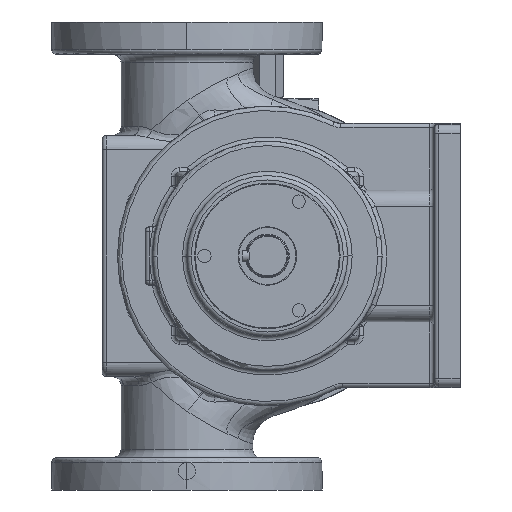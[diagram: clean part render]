
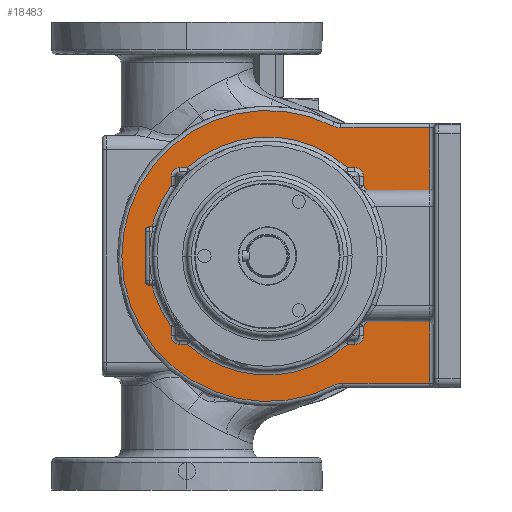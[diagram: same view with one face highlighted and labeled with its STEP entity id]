
A CAD part, left-side view. The second image highlights one B-rep face of the part: STEP entity #18483.
In plain terms, the highlighted planar face has unit normal (-1, 0, 0).
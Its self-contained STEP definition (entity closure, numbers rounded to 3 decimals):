
#408=DIRECTION('',(0.,0.,1.));
#409=VECTOR('',#408,6.342);
#410=CARTESIAN_POINT('',(-12.,-65.75,48.158));
#411=LINE('',#410,#409);
#412=DIRECTION('',(0.,1.,0.));
#413=VECTOR('',#412,5.142);
#414=CARTESIAN_POINT('',(-12.,-59.75,60.5));
#415=LINE('',#414,#413);
#416=DIRECTION('',(0.,1.,0.));
#417=VECTOR('',#416,5.142);
#418=CARTESIAN_POINT('',(-12.,54.608,60.5));
#419=LINE('',#418,#417);
#420=DIRECTION('',(0.,0.,-1.));
#421=VECTOR('',#420,6.342);
#422=CARTESIAN_POINT('',(-12.,65.75,54.5));
#423=LINE('',#422,#421);
#424=DIRECTION('',(0.,0.,-1.));
#425=VECTOR('',#424,6.342);
#426=CARTESIAN_POINT('',(-12.,65.75,-48.158));
#427=LINE('',#426,#425);
#428=DIRECTION('',(0.,-1.,0.));
#429=VECTOR('',#428,5.142);
#430=CARTESIAN_POINT('',(-12.,59.75,-60.5));
#431=LINE('',#430,#429);
#432=DIRECTION('',(0.,-1.,0.));
#433=VECTOR('',#432,5.142);
#434=CARTESIAN_POINT('',(-12.,-54.608,-60.5));
#435=LINE('',#434,#433);
#436=DIRECTION('',(0.,0.,1.));
#437=VECTOR('',#436,6.342);
#438=CARTESIAN_POINT('',(-12.,-65.75,-54.5));
#439=LINE('',#438,#437);
#440=DIRECTION('',(0.,-1.,0.));
#441=VECTOR('',#440,29.894);
#442=CARTESIAN_POINT('',(-12.,-81.106,
-8.));
#443=LINE('',#442,#441);
#444=DIRECTION('',(0.,0.,1.));
#445=VECTOR('',#444,79.);
#446=CARTESIAN_POINT('',(-12.,-111.,-87.));
#447=LINE('',#446,#445);
#448=DIRECTION('',(0.,-1.,0.));
#449=VECTOR('',#448,59.461);
#450=CARTESIAN_POINT('',(-12.,-51.539,-87.));
#451=LINE('',#450,#449);
#452=CARTESIAN_POINT('',(-12.,-51.539,-100.));
#453=DIRECTION('',(1.,0.,0.));
#454=DIRECTION('',(0.,0.458,0.889));
#455=AXIS2_PLACEMENT_3D('',#452,#453,#454);
#457=CARTESIAN_POINT('',(-12.,-50.292,100.633));
#458=DIRECTION('',(1.,0.,0.));
#459=DIRECTION('',(0.,0.,-1.));
#460=AXIS2_PLACEMENT_3D('',#457,#458,#459);
#462=DIRECTION('',(0.,1.,0.));
#463=VECTOR('',#462,60.708);
#464=CARTESIAN_POINT('',(-12.,-111.,87.633));
#465=LINE('',#464,#463);
#466=DIRECTION('',(0.,0.,1.));
#467=VECTOR('',#466,79.633);
#468=CARTESIAN_POINT('',(-12.,-111.,8.));
#469=LINE('',#468,#467);
#470=DIRECTION('',(0.,-1.,0.));
#471=VECTOR('',#470,29.894);
#472=CARTESIAN_POINT('',(-12.,-81.106,8.));
#473=LINE('',#472,#471);
#474=CARTESIAN_POINT('',(-12.,0.,0.));
#475=DIRECTION('',(1.,0.,0.));
#476=DIRECTION('',(0.,-0.807,0.591));
#477=AXIS2_PLACEMENT_3D('',#474,#475,#476);
#1093=CARTESIAN_POINT('',(-12.,59.75,-54.5));
#1094=DIRECTION('',(1.,0.,0.));
#1095=DIRECTION('',(0.,0.,-1.));
#1096=AXIS2_PLACEMENT_3D('',#1093,#1094,#1095);
#1118=CARTESIAN_POINT('',(-12.,0.,0.));
#1119=DIRECTION('',(1.,0.,0.));
#1120=DIRECTION('',(0.,0.807,-0.591));
#1121=AXIS2_PLACEMENT_3D('',#1118,#1119,#1120);
#1138=CARTESIAN_POINT('',(-12.,59.75,54.5));
#1139=DIRECTION('',(1.,0.,0.));
#1140=DIRECTION('',(0.,1.,0.));
#1141=AXIS2_PLACEMENT_3D('',#1138,#1139,#1140);
#1173=CARTESIAN_POINT('',(-12.,0.,0.));
#1174=DIRECTION('',(1.,0.,0.));
#1175=DIRECTION('',(0.,0.67,0.742));
#1176=AXIS2_PLACEMENT_3D('',#1173,#1174,#1175);
#1188=CARTESIAN_POINT('',(-12.,-59.75,54.5));
#1189=DIRECTION('',(1.,0.,0.));
#1190=DIRECTION('',(0.,0.,1.));
#1191=AXIS2_PLACEMENT_3D('',#1188,#1189,#1190);
#1651=CARTESIAN_POINT('',(-12.,0.,0.));
#1652=DIRECTION('',(1.,0.,0.));
#1653=DIRECTION('',(0.,-0.67,-0.742));
#1654=AXIS2_PLACEMENT_3D('',#1651,#1652,#1653);
#1753=CARTESIAN_POINT('',(-12.,-59.75,-54.5));
#1754=DIRECTION('',(1.,0.,0.));
#1755=DIRECTION('',(0.,-1.,0.));
#1756=AXIS2_PLACEMENT_3D('',#1753,#1754,#1755);
#1845=CARTESIAN_POINT('',(-12.,0.,0.));
#1846=DIRECTION('',(1.,0.,0.));
#1847=DIRECTION('',(0.,-0.995,-0.098));
#1848=AXIS2_PLACEMENT_3D('',#1845,#1846,#1847);
#4096=CARTESIAN_POINT('',(-12.,0.,0.));
#4097=DIRECTION('',(-1.,0.,0.));
#4098=DIRECTION('',(0.,-0.447,0.895));
#4099=AXIS2_PLACEMENT_3D('',#4096,#4097,#4098);
#16446=CARTESIAN_POINT('',(-12.,-44.48,89.004));
#16447=CARTESIAN_POINT('',(-12.,-45.583,-88.444));
#16448=VERTEX_POINT('',#16446);
#16449=VERTEX_POINT('',#16447);
#16450=CARTESIAN_POINT('',(-12.,-54.608,-60.5));
#16452=VERTEX_POINT('',#16450);
#16456=CARTESIAN_POINT('',(-12.,-54.608,60.5));
#16458=VERTEX_POINT('',#16456);
#16462=CARTESIAN_POINT('',(-12.,54.608,60.5));
#16464=VERTEX_POINT('',#16462);
#16468=CARTESIAN_POINT('',(-12.,54.608,-60.5));
#16470=VERTEX_POINT('',#16468);
#16486=CARTESIAN_POINT('',(-12.,-65.75,48.158));
#16488=VERTEX_POINT('',#16486);
#16497=CARTESIAN_POINT('',(-12.,-59.75,60.5));
#16498=VERTEX_POINT('',#16497);
#16499=CARTESIAN_POINT('',(-12.,-65.75,54.5));
#16500=VERTEX_POINT('',#16499);
#16501=CARTESIAN_POINT('',(-12.,65.75,-48.158));
#16503=VERTEX_POINT('',#16501);
#16523=CARTESIAN_POINT('',(-12.,59.75,-60.5));
#16524=VERTEX_POINT('',#16523);
#16525=CARTESIAN_POINT('',(-12.,65.75,-54.5));
#16526=VERTEX_POINT('',#16525);
#16527=CARTESIAN_POINT('',(-12.,65.75,48.158));
#16529=VERTEX_POINT('',#16527);
#16549=CARTESIAN_POINT('',(-12.,65.75,54.5));
#16550=VERTEX_POINT('',#16549);
#16551=CARTESIAN_POINT('',(-12.,59.75,60.5));
#16552=VERTEX_POINT('',#16551);
#16565=CARTESIAN_POINT('',(-12.,-65.75,-48.158));
#16567=VERTEX_POINT('',#16565);
#16576=CARTESIAN_POINT('',(-12.,-65.75,-54.5));
#16577=VERTEX_POINT('',#16576);
#16578=CARTESIAN_POINT('',(-12.,-59.75,-60.5));
#16579=VERTEX_POINT('',#16578);
#16645=CARTESIAN_POINT('',(-12.,-111.,-87.));
#16647=VERTEX_POINT('',#16645);
#16655=CARTESIAN_POINT('',(-12.,-51.539,-87.));
#16656=VERTEX_POINT('',#16655);
#16659=CARTESIAN_POINT('',(-12.,-111.,87.633));
#16660=VERTEX_POINT('',#16659);
#16681=CARTESIAN_POINT('',(-12.,-81.106,8.));
#16682=VERTEX_POINT('',#16681);
#16685=CARTESIAN_POINT('',(-12.,-81.106,-8.));
#16686=VERTEX_POINT('',#16685);
#16701=CARTESIAN_POINT('',(-12.,-111.,
-8.));
#16702=VERTEX_POINT('',#16701);
#16703=CARTESIAN_POINT('',(-12.,-111.,
8.));
#16704=VERTEX_POINT('',#16703);
#16733=CARTESIAN_POINT('',(-12.,-50.292,87.633));
#16734=VERTEX_POINT('',#16733);
#18425=CARTESIAN_POINT('',(-12.,0.,0.));
#18426=DIRECTION('',(1.,0.,0.));
#18427=DIRECTION('',(0.,-1.,0.));
#18428=AXIS2_PLACEMENT_3D('',#18425,#18426,#18427);
#18429=PLANE('',#18428);
#18431=ORIENTED_EDGE('',*,*,#18430,.F.);
#18433=ORIENTED_EDGE('',*,*,#18432,.T.);
#18435=ORIENTED_EDGE('',*,*,#18434,.F.);
#18437=ORIENTED_EDGE('',*,*,#18436,.T.);
#18439=ORIENTED_EDGE('',*,*,#18438,.F.);
#18441=ORIENTED_EDGE('',*,*,#18440,.T.);
#18443=ORIENTED_EDGE('',*,*,#18442,.F.);
#18445=ORIENTED_EDGE('',*,*,#18444,.T.);
#18447=ORIENTED_EDGE('',*,*,#18446,.F.);
#18449=ORIENTED_EDGE('',*,*,#18448,.T.);
#18451=ORIENTED_EDGE('',*,*,#18450,.F.);
#18453=ORIENTED_EDGE('',*,*,#18452,.T.);
#18455=ORIENTED_EDGE('',*,*,#18454,.F.);
#18457=ORIENTED_EDGE('',*,*,#18456,.T.);
#18459=ORIENTED_EDGE('',*,*,#18458,.F.);
#18461=ORIENTED_EDGE('',*,*,#18460,.T.);
#18463=ORIENTED_EDGE('',*,*,#18462,.F.);
#18465=ORIENTED_EDGE('',*,*,#18464,.T.);
#18467=ORIENTED_EDGE('',*,*,#18466,.F.);
#18469=ORIENTED_EDGE('',*,*,#18468,.F.);
#18470=ORIENTED_EDGE('',*,*,#18415,.F.);
#18472=ORIENTED_EDGE('',*,*,#18471,.F.);
#18474=ORIENTED_EDGE('',*,*,#18473,.F.);
#18476=ORIENTED_EDGE('',*,*,#18475,.F.);
#18478=ORIENTED_EDGE('',*,*,#18477,.F.);
#18480=ORIENTED_EDGE('',*,*,#18479,.F.);
#18481=EDGE_LOOP('',(#18431,#18433,#18435,#18437,#18439,#18441,#18443,#18445,
#18447,#18449,#18451,#18453,#18455,#18457,#18459,#18461,#18463,#18465,#18467,
#18469,#18470,#18472,#18474,#18476,#18478,#18480));
#18482=FACE_OUTER_BOUND('',#18481,.F.);
#18483=ADVANCED_FACE('',(#18482),#18429,.F.);
#456=CIRCLE('',#455,13.);
#461=CIRCLE('',#460,13.);
#478=CIRCLE('',#477,81.5);
#1097=CIRCLE('',#1096,6.);
#1122=CIRCLE('',#1121,81.5);
#1142=CIRCLE('',#1141,6.);
#1177=CIRCLE('',#1176,81.5);
#1192=CIRCLE('',#1191,6.);
#1655=CIRCLE('',#1654,81.5);
#1757=CIRCLE('',#1756,6.);
#1849=CIRCLE('',#1848,81.5);
#4100=CIRCLE('',#4099,99.5);
#18415=EDGE_CURVE('',#16449,#16656,#456,.T.);
#18430=EDGE_CURVE('',#16488,#16682,#478,.T.);
#18432=EDGE_CURVE('',#16488,#16500,#411,.T.);
#18434=EDGE_CURVE('',#16498,#16500,#1192,.T.);
#18436=EDGE_CURVE('',#16498,#16458,#415,.T.);
#18438=EDGE_CURVE('',#16464,#16458,#1177,.T.);
#18440=EDGE_CURVE('',#16464,#16552,#419,.T.);
#18442=EDGE_CURVE('',#16550,#16552,#1142,.T.);
#18444=EDGE_CURVE('',#16550,#16529,#423,.T.);
#18446=EDGE_CURVE('',#16503,#16529,#1122,.T.);
#18448=EDGE_CURVE('',#16503,#16526,#427,.T.);
#18450=EDGE_CURVE('',#16524,#16526,#1097,.T.);
#18452=EDGE_CURVE('',#16524,#16470,#431,.T.);
#18454=EDGE_CURVE('',#16452,#16470,#1655,.T.);
#18456=EDGE_CURVE('',#16452,#16579,#435,.T.);
#18458=EDGE_CURVE('',#16577,#16579,#1757,.T.);
#18460=EDGE_CURVE('',#16577,#16567,#439,.T.);
#18462=EDGE_CURVE('',#16686,#16567,#1849,.T.);
#18464=EDGE_CURVE('',#16686,#16702,#443,.T.);
#18466=EDGE_CURVE('',#16647,#16702,#447,.T.);
#18468=EDGE_CURVE('',#16656,#16647,#451,.T.);
#18471=EDGE_CURVE('',#16448,#16449,#4100,.T.);
#18473=EDGE_CURVE('',#16734,#16448,#461,.T.);
#18475=EDGE_CURVE('',#16660,#16734,#465,.T.);
#18477=EDGE_CURVE('',#16704,#16660,#469,.T.);
#18479=EDGE_CURVE('',#16682,#16704,#473,.T.);
